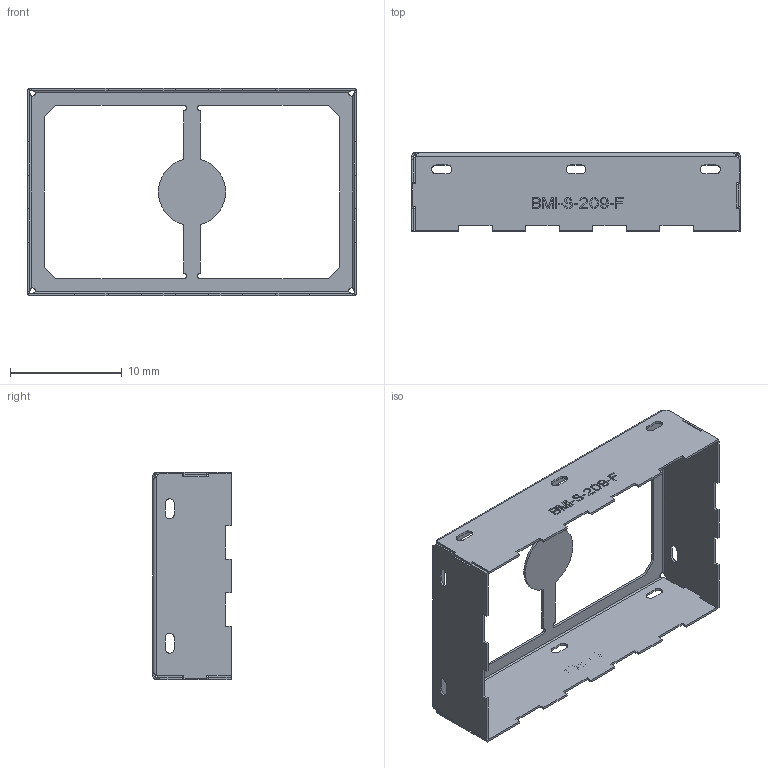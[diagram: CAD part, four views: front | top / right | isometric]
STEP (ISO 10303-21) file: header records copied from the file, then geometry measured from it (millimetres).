
FILE_DESCRIPTION((''),'2;1');
FILE_NAME('BMI-S-209-F','2008-08-04T',('tim.wrona'),(''),'PRO/ENGINEER BY PARAMETRIC TECHNOLOGY CORPORATION, 2006010','PRO/ENGINEER BY PARAMETRIC TECHNOLOGY CORPORATION, 2006010','');
FILE_SCHEMA(('CONFIG_CONTROL_DESIGN'));
Length unit declared in the file: millimetre
Products named in the file (1): BMI-S-209-F
Bounding box: 29.36 x 7 x 18.5 mm (x, y, z)
Volume: 155.1 mm3; surface area: 1627.4 mm2
Topology: 1 solids, 1 shells, 572 faces, 1609 edges, 1062 vertices
Faces by surface type: plane 516, cylinder 40, bspline 16
Entity records: 18593 total; most frequent: CARTESIAN_POINT 3781, ORIENTED_EDGE 3218, DIRECTION 2753, EDGE_CURVE 1609, VECTOR 1513, LINE 1513, VERTEX_POINT 1062, AXIS2_PLACEMENT_3D 620
